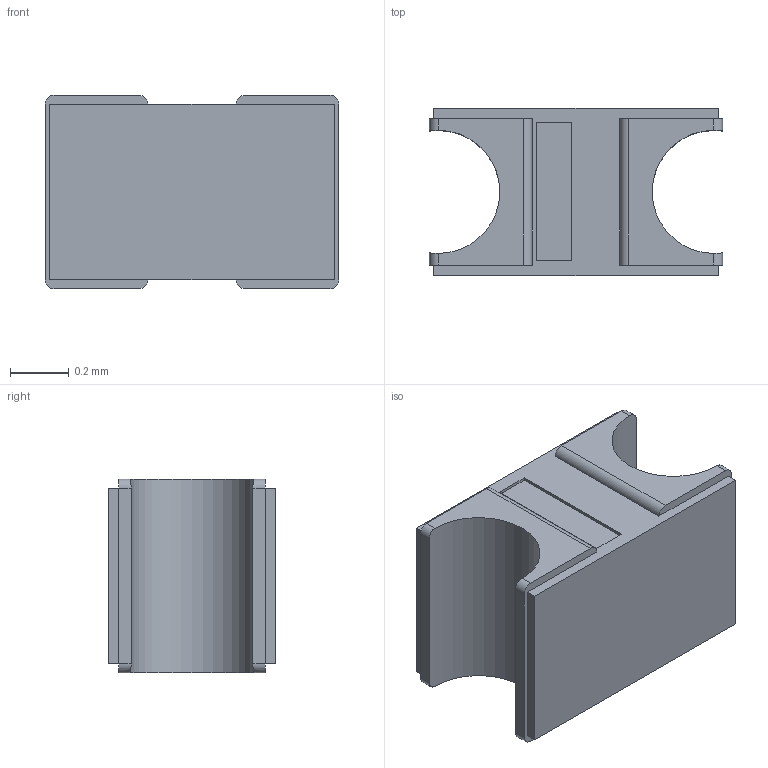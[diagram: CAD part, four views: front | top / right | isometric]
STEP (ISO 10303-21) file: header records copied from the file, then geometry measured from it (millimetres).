
FILE_DESCRIPTION(/* description */ ('model of D_0603'),/* implementation_level */ '2;1');
FILE_NAME(/* name */ 'D_0402_1005Metric.step',/* time_stamp */ '2025-12-31T16:09:29Z',/* author */ (''),/* organization */ (''),/* preprocessor_version */ 'ST-DEVELOPER v20.1',/* originating_system */ 'Autodesk Translation Framework v14.21.0.0',/* authorisation */ '');
FILE_SCHEMA (('AUTOMOTIVE_DESIGN { 1 0 10303 214 3 1 1 }'));
Length unit declared in the file: millimetre
Products named in the file (1): D_0603
Bounding box: 1 x 0.57 x 0.66 mm (x, y, z)
Volume: 0.3 mm3; surface area: 3.3 mm2
Topology: 1 solids, 1 shells, 39 faces, 108 edges, 72 vertices
Faces by surface type: plane 25, cylinder 14
Entity records: 1423 total; most frequent: CARTESIAN_POINT 324, ORIENTED_EDGE 216, DIRECTION 200, EDGE_CURVE 108, LINE 80, VECTOR 80, VERTEX_POINT 72, AXIS2_PLACEMENT_3D 60
